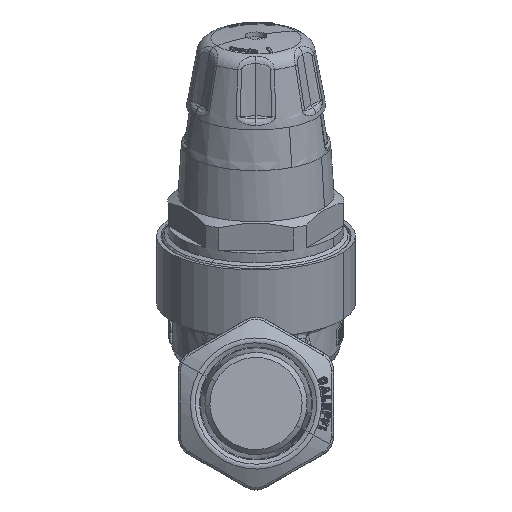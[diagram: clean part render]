
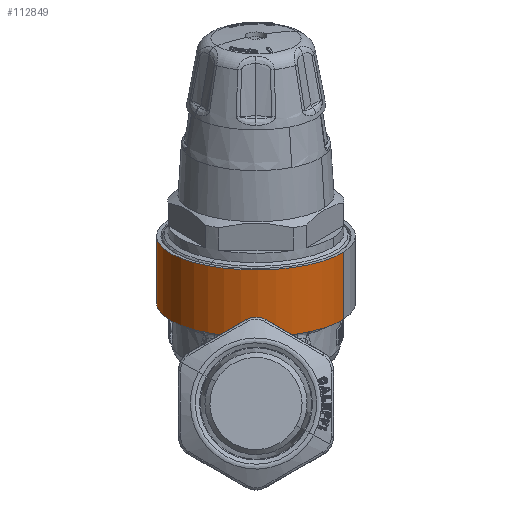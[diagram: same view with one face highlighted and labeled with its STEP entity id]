
A CAD part, front view. The second image highlights one B-rep face of the part: STEP entity #112849.
In plain terms, the highlighted cylindrical face has radius 30 mm (diameter 60 mm), a partial arc.
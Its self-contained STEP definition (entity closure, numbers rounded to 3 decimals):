
#112810=CARTESIAN_POINT('Axis2P3D Location',(0.,-14.692,40.365)) ;
#112815=CARTESIAN_POINT('Axis2P3D Location',(0.,-11.015,30.263)) ;
#112819=CARTESIAN_POINT('Vertex',(26.327,-24.53,25.344)) ;
#112821=CARTESIAN_POINT('Vertex',(-26.327,2.501,35.182)) ;
#112824=CARTESIAN_POINT('Line Origine',(26.327,-28.207,35.445)) ;
#112828=CARTESIAN_POINT('Vertex',(26.327,-31.884,45.547)) ;
#112831=CARTESIAN_POINT('Axis2P3D Location',(0.,-18.368,50.466)) ;
#112835=CARTESIAN_POINT('Vertex',(-26.327,-4.853,55.386)) ;
#112838=CARTESIAN_POINT('Line Origine',(-26.327,-1.176,45.284)) ;
#112811=DIRECTION('Axis2P3D Direction',(0.,0.342,-0.94)) ;
#112812=DIRECTION('Axis2P3D XDirection',(0.878,-0.451,-0.164)) ;
#112816=DIRECTION('Axis2P3D Direction',(0.,0.342,-0.94)) ;
#112825=DIRECTION('Vector Direction',(0.,0.342,-0.94)) ;
#112832=DIRECTION('Axis2P3D Direction',(0.,0.342,-0.94)) ;
#112839=DIRECTION('Vector Direction',(0.,0.342,-0.94)) ;
#112813=AXIS2_PLACEMENT_3D('Cylinder Axis2P3D',#112810,#112811,#112812) ;
#112817=AXIS2_PLACEMENT_3D('Circle Axis2P3D',#112815,#112816,$) ;
#112833=AXIS2_PLACEMENT_3D('Circle Axis2P3D',#112831,#112832,$) ;
#112844=ORIENTED_EDGE('',*,*,#112823,.F.) ;
#112845=ORIENTED_EDGE('',*,*,#112830,.T.) ;
#112846=ORIENTED_EDGE('',*,*,#112837,.T.) ;
#112847=ORIENTED_EDGE('',*,*,#112842,.F.) ;
#112826=VECTOR('Line Direction',#112825,1.) ;
#112840=VECTOR('Line Direction',#112839,1.) ;
#112849=ADVANCED_FACE('PartBody',(#112848),#112814,.T.) ;
#112818=CIRCLE('generated circle',#112817,30.) ;
#112834=CIRCLE('generated circle',#112833,30.) ;
#112814=CYLINDRICAL_SURFACE('generated cylinder',#112813,30.) ;
#112823=EDGE_CURVE('',#112820,#112822,#112818,.T.) ;
#112830=EDGE_CURVE('',#112820,#112829,#112827,.F.) ;
#112837=EDGE_CURVE('',#112829,#112836,#112834,.T.) ;
#112842=EDGE_CURVE('',#112822,#112836,#112841,.F.) ;
#112843=EDGE_LOOP('',(#112844,#112845,#112846,#112847)) ;
#112848=FACE_OUTER_BOUND('',#112843,.T.) ;
#112827=LINE('Line',#112824,#112826) ;
#112841=LINE('Line',#112838,#112840) ;
#112820=VERTEX_POINT('',#112819) ;
#112822=VERTEX_POINT('',#112821) ;
#112829=VERTEX_POINT('',#112828) ;
#112836=VERTEX_POINT('',#112835) ;
